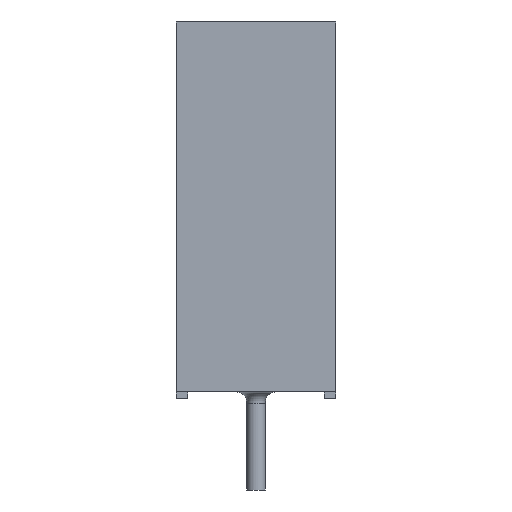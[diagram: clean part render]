
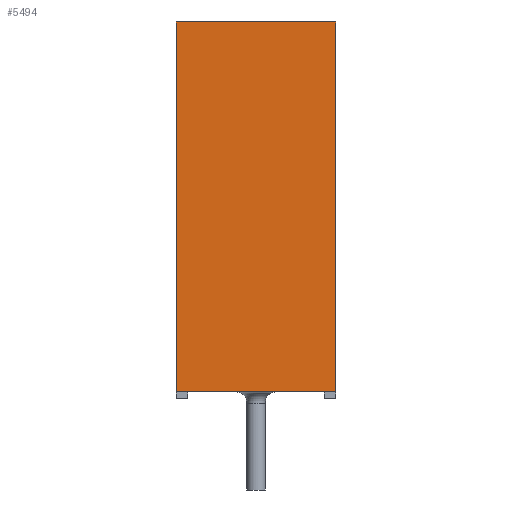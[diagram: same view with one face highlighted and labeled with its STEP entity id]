
A CAD part, left-side view. The second image highlights one B-rep face of the part: STEP entity #5494.
In plain terms, the highlighted planar face has unit normal (-1, 0, 0).
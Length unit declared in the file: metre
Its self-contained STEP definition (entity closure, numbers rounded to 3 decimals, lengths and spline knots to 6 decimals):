
#62=PLANE('',#5719);
#464=ORIENTED_EDGE('',*,*,#1540,.T.);
#465=ORIENTED_EDGE('',*,*,#1541,.F.);
#466=ORIENTED_EDGE('',*,*,#1542,.F.);
#467=ORIENTED_EDGE('',*,*,#1543,.T.);
#1540=EDGE_CURVE('',#2070,#2071,#2454,.T.);
#1541=EDGE_CURVE('',#2072,#2071,#2455,.T.);
#1542=EDGE_CURVE('',#2073,#2072,#2456,.T.);
#1543=EDGE_CURVE('',#2073,#2070,#2457,.T.);
#2070=VERTEX_POINT('',#7622);
#2071=VERTEX_POINT('',#7623);
#2072=VERTEX_POINT('',#7625);
#2073=VERTEX_POINT('',#7627);
#2454=LINE('',#7621,#2911);
#2455=LINE('',#7624,#2912);
#2456=LINE('',#7626,#2913);
#2457=LINE('',#7628,#2914);
#2911=VECTOR('',#6039,1.);
#2912=VECTOR('',#6040,1.);
#2913=VECTOR('',#6041,1.);
#2914=VECTOR('',#6042,1.);
#3315=EDGE_LOOP('',(#464,#465,#466,#467));
#3587=FACE_BOUND('',#3315,.T.);
#5494=ADVANCED_FACE('',(#3587),#62,.F.);
#5719=AXIS2_PLACEMENT_3D('',#7620,#6037,#6038);
#6037=DIRECTION('',(1.,0.,0.));
#6038=DIRECTION('',(0.,0.,-1.));
#6039=DIRECTION('',(0.,0.,-1.));
#6040=DIRECTION('',(0.,1.,0.));
#6041=DIRECTION('',(0.,0.,-1.));
#6042=DIRECTION('',(0.,1.,0.));
#7620=CARTESIAN_POINT('',(-0.013,-0.0035,0.0081));
#7621=CARTESIAN_POINT('',(-0.013,0.0035,0.0081));
#7622=CARTESIAN_POINT('',(-0.013,0.0035,0.0081));
#7623=CARTESIAN_POINT('',(-0.013,0.0035,-0.0081));
#7624=CARTESIAN_POINT('',(-0.013,-0.0035,-0.0081));
#7625=CARTESIAN_POINT('',(-0.013,-0.0035,-0.0081));
#7626=CARTESIAN_POINT('',(-0.013,-0.0035,0.0081));
#7627=CARTESIAN_POINT('',(-0.013,-0.0035,0.0081));
#7628=CARTESIAN_POINT('',(-0.013,-0.0035,0.0081));
